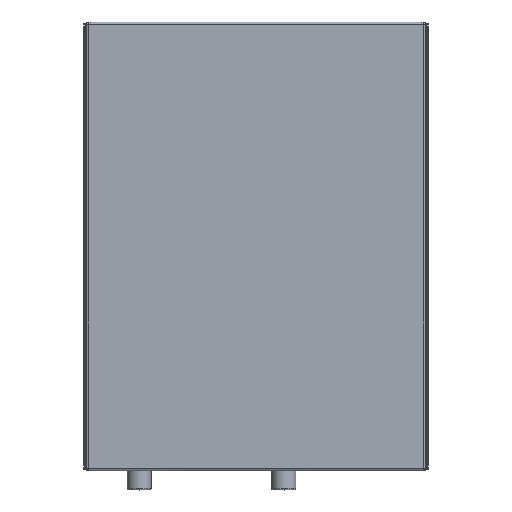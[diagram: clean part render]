
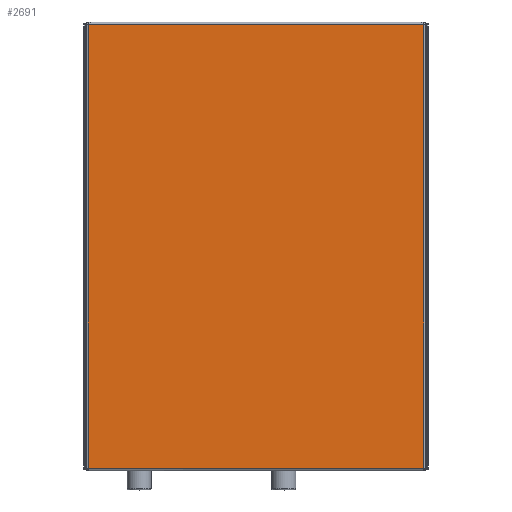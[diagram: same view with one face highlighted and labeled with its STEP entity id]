
A CAD part, top view. The second image highlights one B-rep face of the part: STEP entity #2691.
In plain terms, the highlighted face is planar.
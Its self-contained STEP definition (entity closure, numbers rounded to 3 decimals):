
#2691 = ADVANCED_FACE( '', ( #5472 ), #5473, .T. );
#5472 = FACE_OUTER_BOUND( '', #10673, .T. );
#5473 = PLANE( '', #10674 );
#10673 = EDGE_LOOP( '', ( #17657, #17658, #17659, #17660 ) );
#10674 = AXIS2_PLACEMENT_3D( '', #17661, #17662, #17663 );
#17657 = ORIENTED_EDGE( '', *, *, #18627, .T. );
#17658 = ORIENTED_EDGE( '', *, *, #17897, .T. );
#17659 = ORIENTED_EDGE( '', *, *, #18787, .T. );
#17660 = ORIENTED_EDGE( '', *, *, #20290, .F. );
#17661 = CARTESIAN_POINT( '', ( -153., -56., -201.5 ) );
#17662 = DIRECTION( '', ( 0., -1., 0. ) );
#17663 = DIRECTION( '', ( 1., 0., 0. ) );
#17897 = EDGE_CURVE( '', #20535, #20802, #20804, .T. );
#18627 = EDGE_CURVE( '', #20897, #20535, #22014, .T. );
#18787 = EDGE_CURVE( '', #20802, #22266, #22268, .T. );
#20290 = EDGE_CURVE( '', #20897, #22266, #24350, .T. );
#20535 = VERTEX_POINT( '', #24630 );
#20802 = VERTEX_POINT( '', #25269 );
#20804 = LINE( '', #25271, #25272 );
#20897 = VERTEX_POINT( '', #25401 );
#22014 = LINE( '', #27154, #27155 );
#22266 = VERTEX_POINT( '', #27515 );
#22268 = LINE( '', #27526, #27527 );
#24350 = LINE( '', #30947, #30948 );
#24630 = CARTESIAN_POINT( '', ( 150.79, -56., -199.29 ) );
#25269 = CARTESIAN_POINT( '', ( 150.79, -56., 199.29 ) );
#25271 = CARTESIAN_POINT( '', ( 150.79, -56., -201.5 ) );
#25272 = VECTOR( '', #31440, 1000. );
#25401 = CARTESIAN_POINT( '', ( -150.79, -56., -199.29 ) );
#27154 = CARTESIAN_POINT( '', ( 150.79, -56., -199.29 ) );
#27155 = VECTOR( '', #32298, 1000. );
#27515 = CARTESIAN_POINT( '', ( -150.79, -56., 199.29 ) );
#27526 = CARTESIAN_POINT( '', ( -150.79, -56., 199.29 ) );
#27527 = VECTOR( '', #32519, 1000. );
#30947 = CARTESIAN_POINT( '', ( -150.79, -56., -201.5 ) );
#30948 = VECTOR( '', #34183, 1000. );
#31440 = DIRECTION( '', ( 0., 0., 1. ) );
#32298 = DIRECTION( '', ( 1., 0., 0. ) );
#32519 = DIRECTION( '', ( -1., 0., 0. ) );
#34183 = DIRECTION( '', ( 0., 0., 1. ) );
